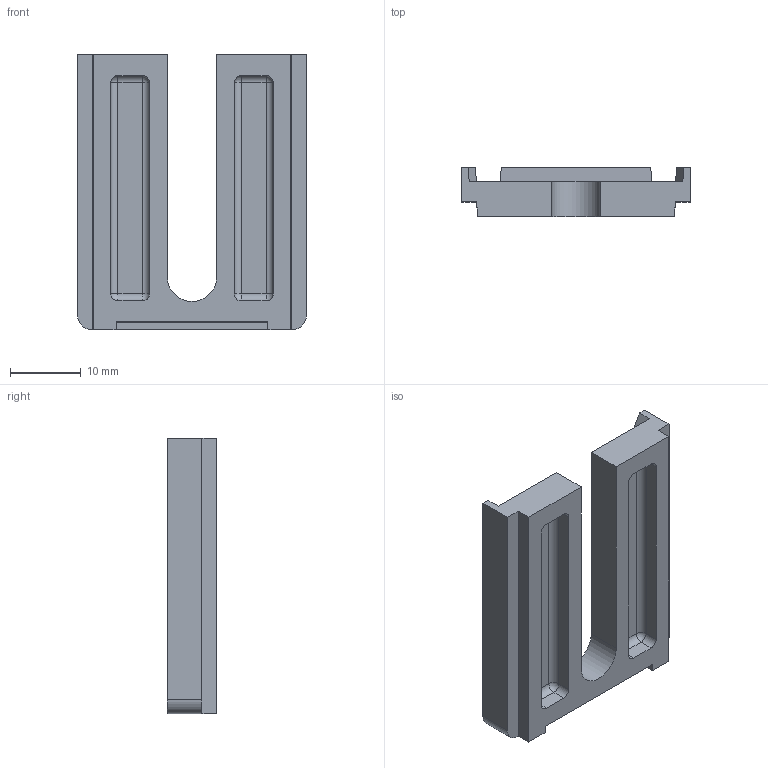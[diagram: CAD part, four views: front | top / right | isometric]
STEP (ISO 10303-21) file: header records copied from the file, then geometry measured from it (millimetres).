
FILE_DESCRIPTION (( 'STEP AP214' ), '1' );
FILE_NAME ('A19_01PVC-05.STEP', '2024-09-03T12:13:58', ( '' ), ( '' ), 'SwSTEP 2.0', 'SolidWorks 2019', '' );
FILE_SCHEMA (( 'AUTOMOTIVE_DESIGN' ));
Length unit declared in the file: millimetre
Products named in the file (1): A19_01PVC-05
Bounding box: 32.37 x 7 x 39 mm (x, y, z)
Volume: 4037 mm3; surface area: 3850.6 mm2
Topology: 1 solids, 1 shells, 64 faces, 162 edges, 94 vertices
Faces by surface type: plane 37, cylinder 19, sphere 8
Entity records: 1862 total; most frequent: DIRECTION 322, CARTESIAN_POINT 313, ORIENTED_EDGE 308, EDGE_CURVE 154, LINE 116, VECTOR 116, AXIS2_PLACEMENT_3D 103, VERTEX_POINT 94
